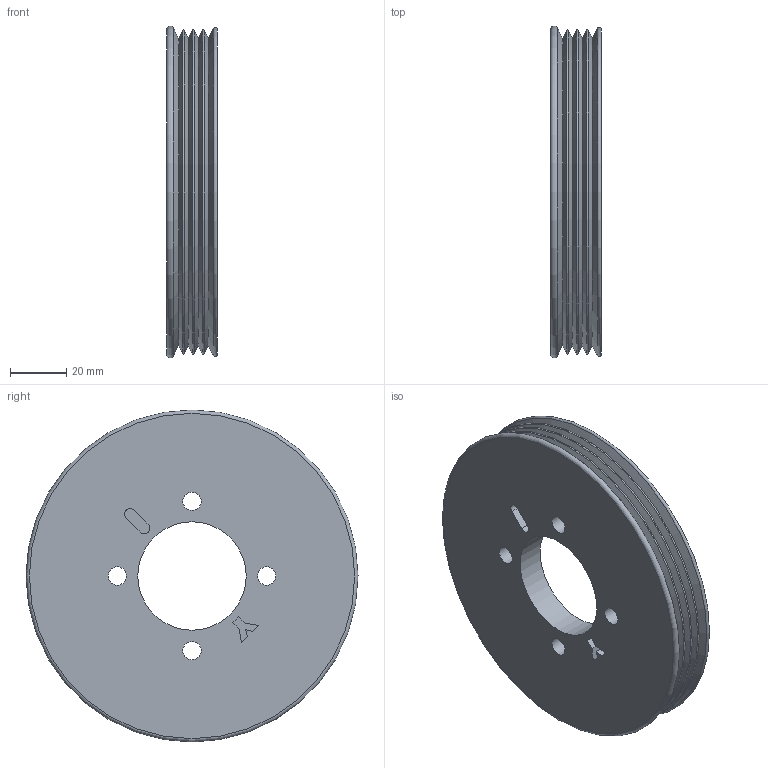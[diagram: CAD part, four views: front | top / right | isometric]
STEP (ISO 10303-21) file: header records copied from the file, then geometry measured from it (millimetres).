
FILE_DESCRIPTION(('FreeCAD Model'),'2;1');
FILE_NAME( 'poulie vilbrequin.step', '2019-05-07T23:25:26',('Author'),(''), 'Open CASCADE STEP processor 7.2','FreeCAD','Unknown');
FILE_SCHEMA(('AUTOMOTIVE_DESIGN { 1 0 10303 214 1 1 1 1 }'));
Length unit declared in the file: millimetre
Products named in the file (1): Pocket001
Bounding box: 17.92 x 117.89 x 117.89 mm (x, y, z)
Volume: 114167.9 mm3; surface area: 35401 mm2
Topology: 1 solids, 1 shells, 39 faces, 88 edges, 54 vertices
Faces by surface type: plane 16, cylinder 8, cone 8, revolution 7
Full cylindrical faces by diameter (mm): 6.5 x4, 38.5 x1, 92.651 x1
Entity records: 2280 total; most frequent: CARTESIAN_POINT 387, DIRECTION 368, LINE 185, VECTOR 185, ORIENTED_EDGE 176, PCURVE 176, DEFINITIONAL_REPRESENTATION 176, EDGE_CURVE 88
